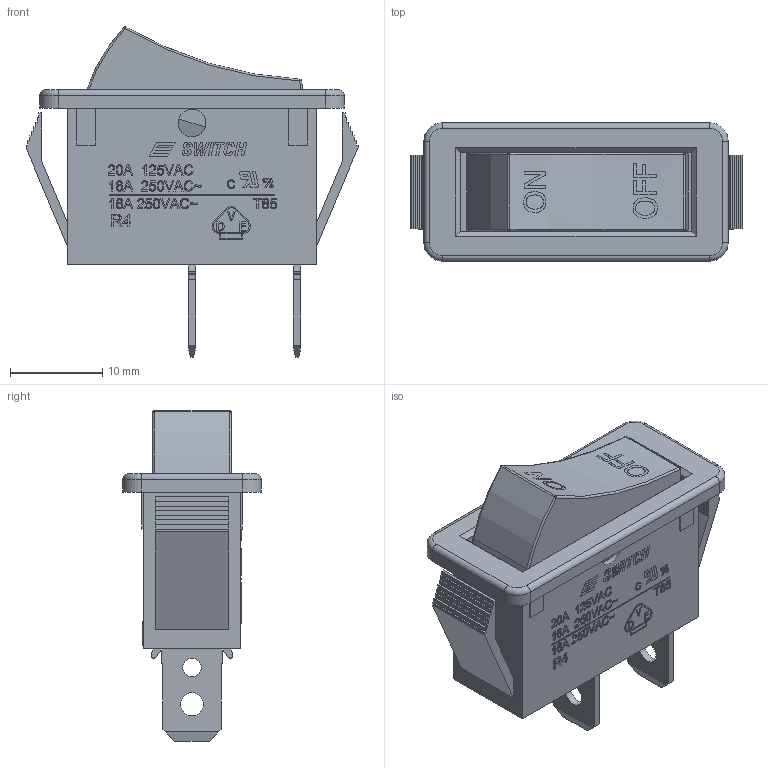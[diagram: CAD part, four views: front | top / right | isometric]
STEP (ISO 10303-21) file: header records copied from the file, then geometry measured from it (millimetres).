
FILE_DESCRIPTION((' '),'2;1');
FILE_NAME('R4AxxxxxxIF0.stp','2017-07-31T15:48:23',(' '),(' '),' ','ACIS',' ');
FILE_SCHEMA(('CONFIG_CONTROL_DESIGN'));
Length unit declared in the file: inch
Products named in the file (1): R4AxxxxxxIF0.stp
Bounding box: 36 x 15 x 35.83 mm (x, y, z)
Volume: 3117.7 mm3; surface area: 6332.5 mm2
Topology: 1 solids, 1 shells, 1059 faces, 2837 edges, 1875 vertices
Faces by surface type: plane 649, bspline 327, cylinder 67, torus 10, sphere 4, cone 2
Full cylindrical faces by diameter (mm): 2 x3, 2.5 x2, 3 x4, 3.4 x1
Entity records: 35085 total; most frequent: CARTESIAN_POINT 10652, ORIENTED_EDGE 5642, DIRECTION 3806, EDGE_CURVE 2821, VECTOR 1976, LINE 1976, VERTEX_POINT 1869, EDGE_LOOP 1178
